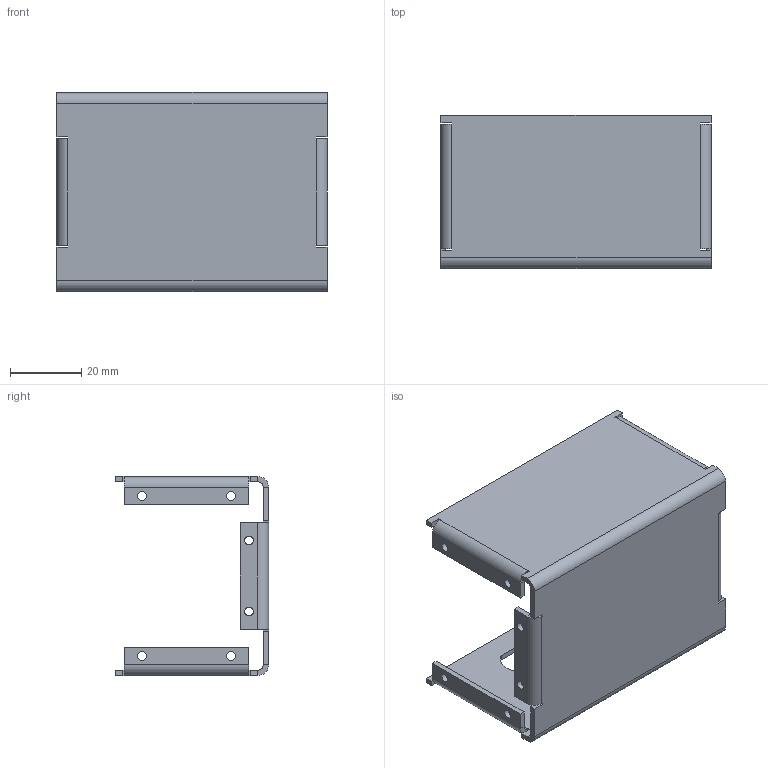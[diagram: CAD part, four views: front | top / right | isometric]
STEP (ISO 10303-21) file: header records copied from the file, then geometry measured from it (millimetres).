
FILE_DESCRIPTION(/* description */ (''),/* implementation_level */ '2;1');
FILE_NAME(/* name */ 'Bottom.stp',/* time_stamp */ '2025-10-29T16:54:29-07:00',/* author */ ('alexi'),/* organization */ (''),/* preprocessor_version */ 'ST-DEVELOPER v19.2',/* originating_system */ 'Autodesk Inventor 2024',/* authorisation */ '');
FILE_SCHEMA (('AUTOMOTIVE_DESIGN { 1 0 10303 214 3 1 1 }'));
Length unit declared in the file: millimetre
Products named in the file (1): Bottom
Bounding box: 76.21 x 43.11 x 56 mm (x, y, z)
Volume: 16588.5 mm3; surface area: 23297.2 mm2
Topology: 1 solids, 1 shells, 135 faces, 435 edges, 425 vertices
Faces by surface type: plane 104, cylinder 31
Full cylindrical faces by diameter (mm): 2.459 x12, 15 x1
Entity records: 4442 total; most frequent: CARTESIAN_POINT 896, ORIENTED_EDGE 670, DIRECTION 669, EDGE_CURVE 335, LINE 273, VECTOR 273, VERTEX_POINT 202, AXIS2_PLACEMENT_3D 198
